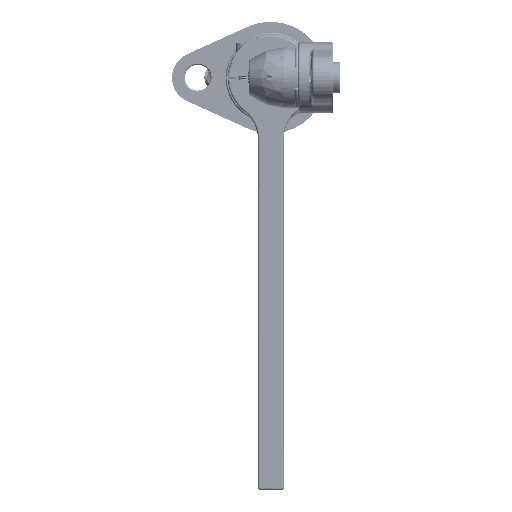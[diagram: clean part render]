
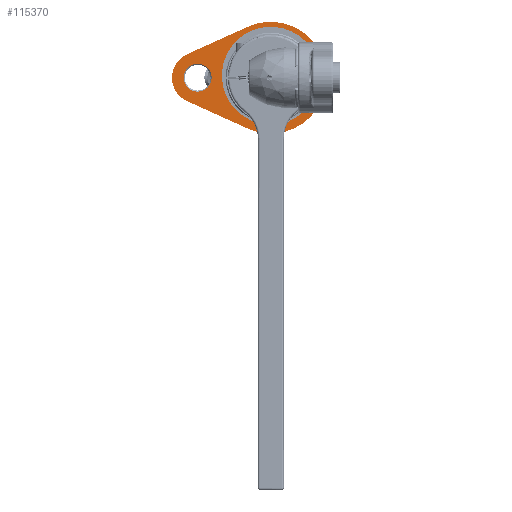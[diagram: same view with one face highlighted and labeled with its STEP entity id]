
A CAD part, left-side view. The second image highlights one B-rep face of the part: STEP entity #115370.
In plain terms, the highlighted planar face has unit normal (-1, 0, 0).
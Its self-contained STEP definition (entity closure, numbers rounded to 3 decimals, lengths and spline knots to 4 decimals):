
#115145=CARTESIAN_POINT('',(-9.3023,0.,0.));
#115146=DIRECTION('',(1.,0.,0.));
#115147=DIRECTION('',(0.,0.412,0.911));
#115148=AXIS2_PLACEMENT_3D('',#115145,#115146,#115147);
#115150=DIRECTION('',(0.,0.911,0.412));
#115151=VECTOR('',#115150,1.9365);
#115152=CARTESIAN_POINT('',(-9.3023,0.6691,-1.4808));
#115153=LINE('',#115152,#115151);
#115154=CARTESIAN_POINT('',(-9.3023,2.125,0.));
#115155=DIRECTION('',(1.,0.,0.));
#115156=DIRECTION('',(0.,0.412,-0.911));
#115157=AXIS2_PLACEMENT_3D('',#115154,#115155,#115156);
#115159=DIRECTION('',(0.,-0.911,0.412));
#115160=VECTOR('',#115159,1.9365);
#115161=CARTESIAN_POINT('',(-9.3023,2.4338,0.6835));
#115162=LINE('',#115161,#115160);
#115239=CARTESIAN_POINT('',(-9.3023,2.125,0.));
#115240=DIRECTION('',(-1.,0.,0.));
#115241=DIRECTION('',(0.,0.,-1.));
#115242=AXIS2_PLACEMENT_3D('',#115239,#115240,#115241);
#115257=CARTESIAN_POINT('',(-9.3023,2.125,0.));
#115258=DIRECTION('',(-1.,0.,0.));
#115259=DIRECTION('',(0.,0.,1.));
#115260=AXIS2_PLACEMENT_3D('',#115257,#115258,#115259);
#115271=CARTESIAN_POINT('',(-9.3023,0.,0.));
#115272=DIRECTION('',(-1.,0.,0.));
#115273=DIRECTION('',(0.,0.,1.));
#115274=AXIS2_PLACEMENT_3D('',#115271,#115272,#115273);
#115281=CARTESIAN_POINT('',(-9.3023,0.,0.));
#115282=DIRECTION('',(-1.,0.,0.));
#115283=DIRECTION('',(0.,0.,-1.));
#115284=AXIS2_PLACEMENT_3D('',#115281,#115282,#115283);
#115299=CARTESIAN_POINT('',(-9.3023,0.6691,1.4808));
#115300=CARTESIAN_POINT('',(-9.3023,0.6691,-1.4808));
#115301=VERTEX_POINT('',#115299);
#115302=VERTEX_POINT('',#115300);
#115303=CARTESIAN_POINT('',(-9.3023,2.4338,-0.6835));
#115304=VERTEX_POINT('',#115303);
#115305=CARTESIAN_POINT('',(-9.3023,2.4338,0.6835));
#115306=VERTEX_POINT('',#115305);
#115323=CARTESIAN_POINT('',(-9.3023,2.125,0.406));
#115324=CARTESIAN_POINT('',(-9.3023,2.125,-0.406));
#115325=VERTEX_POINT('',#115323);
#115326=VERTEX_POINT('',#115324);
#115335=CARTESIAN_POINT('',(-9.3023,0.,1.3413));
#115336=CARTESIAN_POINT('',(-9.3023,0.,-1.3413));
#115337=VERTEX_POINT('',#115335);
#115338=VERTEX_POINT('',#115336);
#115343=CARTESIAN_POINT('',(-9.3023,0.,0.));
#115344=DIRECTION('',(1.,0.,0.));
#115345=DIRECTION('',(0.,0.,-1.));
#115346=AXIS2_PLACEMENT_3D('',#115343,#115344,#115345);
#115347=PLANE('',#115346);
#115349=ORIENTED_EDGE('',*,*,#115348,.T.);
#115351=ORIENTED_EDGE('',*,*,#115350,.T.);
#115353=ORIENTED_EDGE('',*,*,#115352,.T.);
#115355=ORIENTED_EDGE('',*,*,#115354,.T.);
#115356=EDGE_LOOP('',(#115349,#115351,#115353,#115355));
#115357=FACE_OUTER_BOUND('',#115356,.F.);
#115359=ORIENTED_EDGE('',*,*,#115358,.T.);
#115361=ORIENTED_EDGE('',*,*,#115360,.T.);
#115362=EDGE_LOOP('',(#115359,#115361));
#115363=FACE_BOUND('',#115362,.F.);
#115365=ORIENTED_EDGE('',*,*,#115364,.T.);
#115367=ORIENTED_EDGE('',*,*,#115366,.T.);
#115368=EDGE_LOOP('',(#115365,#115367));
#115369=FACE_BOUND('',#115368,.F.);
#115370=ADVANCED_FACE('',(#115357,#115363,#115369),#115347,.F.);
#115149=CIRCLE('',#115148,1.625);
#115158=CIRCLE('',#115157,0.75);
#115243=CIRCLE('',#115242,0.406);
#115261=CIRCLE('',#115260,0.406);
#115275=CIRCLE('',#115274,1.3413);
#115285=CIRCLE('',#115284,1.3413);
#115348=EDGE_CURVE('',#115301,#115302,#115149,.T.);
#115350=EDGE_CURVE('',#115302,#115304,#115153,.T.);
#115352=EDGE_CURVE('',#115304,#115306,#115158,.T.);
#115354=EDGE_CURVE('',#115306,#115301,#115162,.T.);
#115358=EDGE_CURVE('',#115325,#115326,#115261,.T.);
#115360=EDGE_CURVE('',#115326,#115325,#115243,.T.);
#115364=EDGE_CURVE('',#115337,#115338,#115275,.T.);
#115366=EDGE_CURVE('',#115338,#115337,#115285,.T.);
